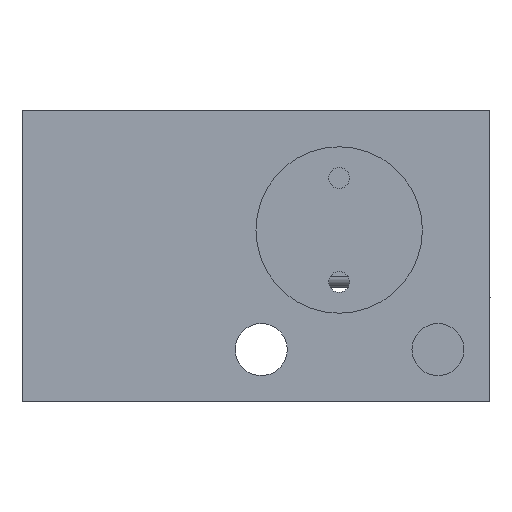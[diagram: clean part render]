
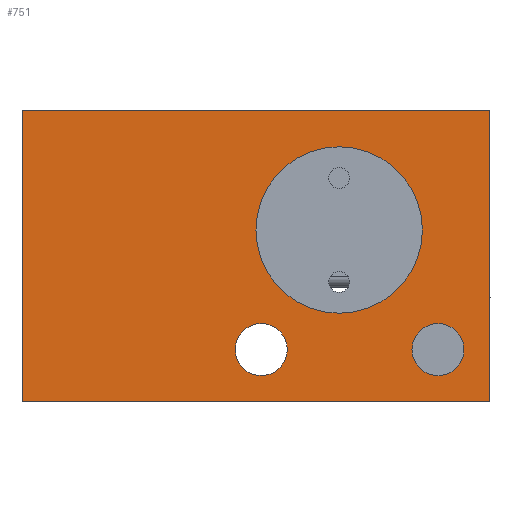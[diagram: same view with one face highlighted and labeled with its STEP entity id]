
A CAD part, left-side view. The second image highlights one B-rep face of the part: STEP entity #751.
In plain terms, the highlighted planar face has unit normal (-1, 0, 0).
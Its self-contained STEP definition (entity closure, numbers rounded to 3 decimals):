
#341 = ORIENTED_EDGE ( 'NONE', *, *, #9906, .F. ) ;
#342 = ORIENTED_EDGE ( 'NONE', *, *, #679, .T. ) ;
#343 = ORIENTED_EDGE ( 'NONE', *, *, #9938, .T. ) ;
#344 = ORIENTED_EDGE ( 'NONE', *, *, #9918, .T. ) ;
#345 = ORIENTED_EDGE ( 'NONE', *, *, #9956, .F. ) ;
#346 = ORIENTED_EDGE ( 'NONE', *, *, #10312, .T. ) ;
#347 = ORIENTED_EDGE ( 'NONE', *, *, #9886, .T. ) ;
#348 = ORIENTED_EDGE ( 'NONE', *, *, #10355, .T. ) ;
#349 = ORIENTED_EDGE ( 'NONE', *, *, #9702, .T. ) ;
#350 = ORIENTED_EDGE ( 'NONE', *, *, #9881, .T. ) ;
#679 = EDGE_CURVE ( 'NONE', #1722, #11333, #2497, .T. ) ;
#751 = ADVANCED_FACE ( 'NONE', ( #4367, #4405, #4403, #4115 ), #11767, .F. ) ;
#1722 = VERTEX_POINT ( 'NONE', #5052 ) ;
#1727 = VERTEX_POINT ( 'NONE', #5057 ) ;
#1735 = VERTEX_POINT ( 'NONE', #5065 ) ;
#2497 = CIRCLE ( 'NONE', #11121, 2.5 ) ;
#2891 = EDGE_LOOP ( 'NONE', ( #342, #343 ) ) ;
#2892 = EDGE_LOOP ( 'NONE', ( #344, #345, #341, #346 ) ) ;
#2893 = EDGE_LOOP ( 'NONE', ( #348, #347 ) ) ;
#2894 = EDGE_LOOP ( 'NONE', ( #349, #350 ) ) ;
#3533 = CARTESIAN_POINT ( 'NONE',  ( -87.392, 1.689, -9. ) ) ;
#3537 = DIRECTION ( 'NONE',  ( 1., 0., 0. ) ) ;
#3538 = DIRECTION ( 'NONE',  ( 0., 0., -1. ) ) ;
#3686 = CIRCLE ( 'NONE', #7024, 2.5 ) ;
#3695 = CIRCLE ( 'NONE', #6953, 2.5 ) ;
#3697 = CIRCLE ( 'NONE', #6944, 8. ) ;
#3700 = CIRCLE ( 'NONE', #6941, 2.5 ) ;
#3733 = CIRCLE ( 'NONE', #4484, 8. ) ;
#4115 = FACE_BOUND ( 'NONE', #2894, .T. ) ;
#4197 = AXIS2_PLACEMENT_3D ( 'NONE', #11768, #11769, #11770 ) ;
#4367 = FACE_BOUND ( 'NONE', #2891, .T. ) ;
#4403 = FACE_BOUND ( 'NONE', #2893, .T. ) ;
#4405 = FACE_OUTER_BOUND ( 'NONE', #2892, .T. ) ;
#4484 = AXIS2_PLACEMENT_3D ( 'NONE', #10029, #10058, #10060 ) ;
#4574 = VECTOR ( 'NONE', #9157, 1000. ) ;
#4578 = VECTOR ( 'NONE', #9126, 1000. ) ;
#4918 = VECTOR ( 'NONE', #9225, 1000. ) ;
#5052 = CARTESIAN_POINT ( 'NONE',  ( -87.392, 1.689, -6.5 ) ) ;
#5057 = CARTESIAN_POINT ( 'NONE',  ( -87.392, 18.689, -11.5 ) ) ;
#5065 = CARTESIAN_POINT ( 'NONE',  ( -87.392, 11.189, -5.5 ) ) ;
#6024 = VECTOR ( 'NONE', #9901, 1000. ) ;
#6941 = AXIS2_PLACEMENT_3D ( 'NONE', #9197, #9198, #9199 ) ;
#6944 = AXIS2_PLACEMENT_3D ( 'NONE', #9088, #9089, #9090 ) ;
#6953 = AXIS2_PLACEMENT_3D ( 'NONE', #9082, #9083, #9084 ) ;
#7024 = AXIS2_PLACEMENT_3D ( 'NONE', #8399, #8433, #8434 ) ;
#8399 = CARTESIAN_POINT ( 'NONE',  ( -87.392, 18.689, -9. ) ) ;
#8433 = DIRECTION ( 'NONE',  ( 1., 0., 0. ) ) ;
#8434 = DIRECTION ( 'NONE',  ( 0., 0., -1. ) ) ;
#9082 = CARTESIAN_POINT ( 'NONE',  ( -87.392, 18.689, -9. ) ) ;
#9083 = DIRECTION ( 'NONE',  ( 1., 0., 0. ) ) ;
#9084 = DIRECTION ( 'NONE',  ( 0., 0., -1. ) ) ;
#9088 = CARTESIAN_POINT ( 'NONE',  ( -87.392, 11.189, 2.5 ) ) ;
#9089 = DIRECTION ( 'NONE',  ( 1., 0., 0. ) ) ;
#9090 = DIRECTION ( 'NONE',  ( 0., 0., -1. ) ) ;
#9124 = LINE ( 'NONE', #9125, #4578 ) ;
#9125 = CARTESIAN_POINT ( 'NONE',  ( -87.392, 41.689, 14. ) ) ;
#9126 = DIRECTION ( 'NONE',  ( 0., -1., 0. ) ) ;
#9155 = LINE ( 'NONE', #9156, #4574 ) ;
#9156 = CARTESIAN_POINT ( 'NONE',  ( -87.392, 41.689, -14. ) ) ;
#9157 = DIRECTION ( 'NONE',  ( 0., -1., 0. ) ) ;
#9197 = CARTESIAN_POINT ( 'NONE',  ( -87.392, 1.689, -9. ) ) ;
#9198 = DIRECTION ( 'NONE',  ( 1., 0., 0. ) ) ;
#9199 = DIRECTION ( 'NONE',  ( 0., 0., -1. ) ) ;
#9223 = LINE ( 'NONE', #9224, #4918 ) ;
#9224 = CARTESIAN_POINT ( 'NONE',  ( -87.392, -3.311, 14. ) ) ;
#9225 = DIRECTION ( 'NONE',  ( 0., 0., -1. ) ) ;
#9702 = EDGE_CURVE ( 'NONE', #11322, #1727, #3686, .T. ) ;
#9881 = EDGE_CURVE ( 'NONE', #1727, #11322, #3695, .T. ) ;
#9886 = EDGE_CURVE ( 'NONE', #1735, #11326, #3697, .T. ) ;
#9898 = LINE ( 'NONE', #9900, #6024 ) ;
#9900 = CARTESIAN_POINT ( 'NONE',  ( -87.392, 41.689, 14. ) ) ;
#9901 = DIRECTION ( 'NONE',  ( 0., 0., -1. ) ) ;
#9906 = EDGE_CURVE ( 'NONE', #12030, #12029, #9124, .T. ) ;
#9918 = EDGE_CURVE ( 'NONE', #12027, #12028, #9155, .T. ) ;
#9938 = EDGE_CURVE ( 'NONE', #11333, #1722, #3700, .T. ) ;
#9956 = EDGE_CURVE ( 'NONE', #12029, #12028, #9223, .T. ) ;
#10029 = CARTESIAN_POINT ( 'NONE',  ( -87.392, 11.189, 2.5 ) ) ;
#10058 = DIRECTION ( 'NONE',  ( 1., 0., 0. ) ) ;
#10060 = DIRECTION ( 'NONE',  ( 0., 0., -1. ) ) ;
#10312 = EDGE_CURVE ( 'NONE', #12030, #12027, #9898, .T. ) ;
#10355 = EDGE_CURVE ( 'NONE', #11326, #1735, #3733, .T. ) ;
#10620 = CARTESIAN_POINT ( 'NONE',  ( -87.392, 18.689, -6.5 ) ) ;
#10624 = CARTESIAN_POINT ( 'NONE',  ( -87.392, 11.189, 10.5 ) ) ;
#10631 = CARTESIAN_POINT ( 'NONE',  ( -87.392, 1.689, -11.5 ) ) ;
#10695 = CARTESIAN_POINT ( 'NONE',  ( -87.392, 41.689, -14. ) ) ;
#10696 = CARTESIAN_POINT ( 'NONE',  ( -87.392, -3.311, -14. ) ) ;
#10697 = CARTESIAN_POINT ( 'NONE',  ( -87.392, -3.311, 14. ) ) ;
#10698 = CARTESIAN_POINT ( 'NONE',  ( -87.392, 41.689, 14. ) ) ;
#11121 = AXIS2_PLACEMENT_3D ( 'NONE', #3533, #3537, #3538 ) ;
#11322 = VERTEX_POINT ( 'NONE', #10620 ) ;
#11326 = VERTEX_POINT ( 'NONE', #10624 ) ;
#11333 = VERTEX_POINT ( 'NONE', #10631 ) ;
#11767 = PLANE ( 'NONE',  #4197 ) ;
#11768 = CARTESIAN_POINT ( 'NONE',  ( -87.392, 41.689, 14. ) ) ;
#11769 = DIRECTION ( 'NONE',  ( 1., 0., 0. ) ) ;
#11770 = DIRECTION ( 'NONE',  ( 0., 1., 0. ) ) ;
#12027 = VERTEX_POINT ( 'NONE', #10695 ) ;
#12028 = VERTEX_POINT ( 'NONE', #10696 ) ;
#12029 = VERTEX_POINT ( 'NONE', #10697 ) ;
#12030 = VERTEX_POINT ( 'NONE', #10698 ) ;
